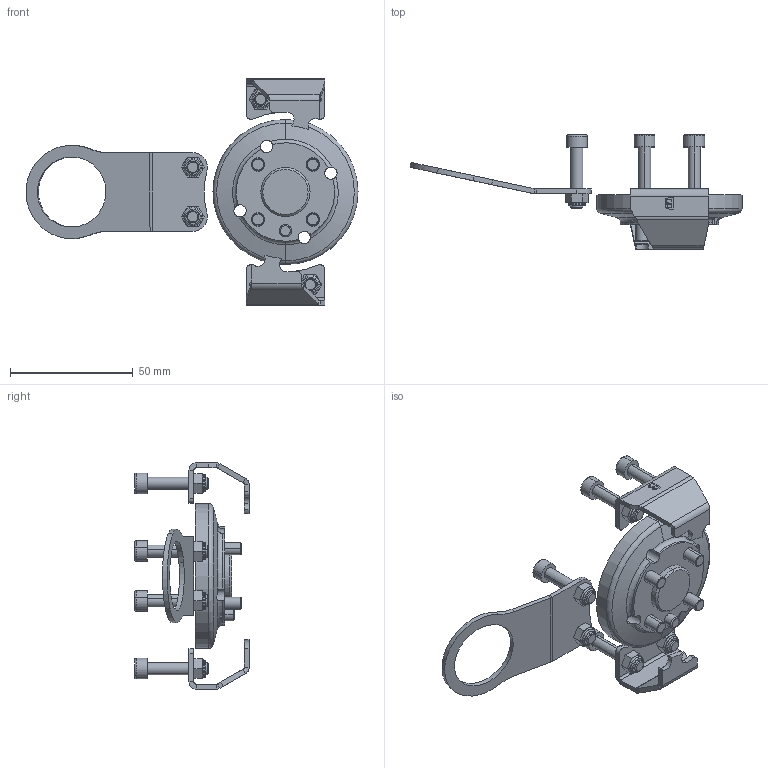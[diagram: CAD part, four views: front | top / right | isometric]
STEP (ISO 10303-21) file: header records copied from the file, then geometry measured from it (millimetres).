
FILE_DESCRIPTION (( 'STEP AP203' ), '1' );
FILE_NAME ('P1127.STEP', '2020-10-28T07:31:22', ( '' ), ( '' ), 'SwSTEP 2.0', 'SolidWorks 2019', '' );
FILE_SCHEMA (( 'CONFIG_CONTROL_DESIGN' ));
Length unit declared in the file: millimetre
Products named in the file (1): P1127
Bounding box: 135.01 x 46.5 x 92 mm (x, y, z)
Volume: 35239.5 mm3; surface area: 26677.1 mm2
Topology: 21 solids, 21 shells, 563 faces, 1310 edges, 810 vertices
Faces by surface type: plane 272, cylinder 173, torus 51, cone 49, bspline 18
Entity records: 16879 total; most frequent: CARTESIAN_POINT 3716, DIRECTION 2850, ORIENTED_EDGE 2612, EDGE_CURVE 1306, AXIS2_PLACEMENT_3D 1064, VERTEX_POINT 810, VECTOR 722, LINE 722
